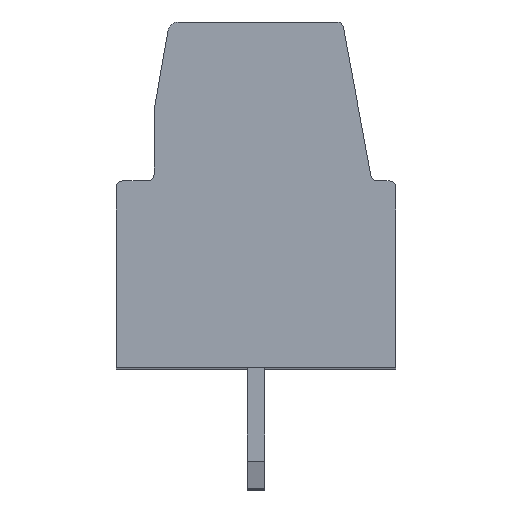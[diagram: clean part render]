
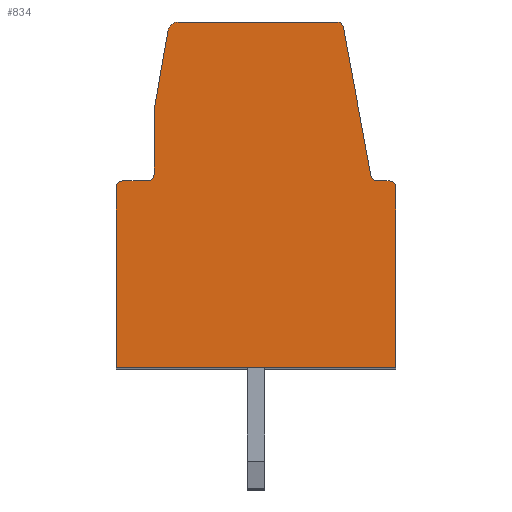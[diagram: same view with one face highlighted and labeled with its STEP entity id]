
A CAD part, top view. The second image highlights one B-rep face of the part: STEP entity #834.
In plain terms, the highlighted planar face has unit normal (0, 0, 1).
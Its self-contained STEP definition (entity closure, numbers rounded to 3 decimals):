
#834 = ADVANCED_FACE( '', ( #1647 ), #1648, .F. );
#1647 = FACE_OUTER_BOUND( '', #2441, .T. );
#1648 = PLANE( '', #2442 );
#2441 = EDGE_LOOP( '', ( #4780, #4781, #4782, #4783, #4784, #4785, #4786, #4787, #4788, #4789, #4790, #4791, #4792, #4793, #4794 ) );
#2442 = AXIS2_PLACEMENT_3D( '', #4795, #4796, #4797 );
#4780 = ORIENTED_EDGE( '', *, *, #5239, .T. );
#4781 = ORIENTED_EDGE( '', *, *, #5701, .T. );
#4782 = ORIENTED_EDGE( '', *, *, #5770, .F. );
#4783 = ORIENTED_EDGE( '', *, *, #5643, .T. );
#4784 = ORIENTED_EDGE( '', *, *, #5326, .T. );
#4785 = ORIENTED_EDGE( '', *, *, #5073, .T. );
#4786 = ORIENTED_EDGE( '', *, *, #5596, .T. );
#4787 = ORIENTED_EDGE( '', *, *, #5676, .T. );
#4788 = ORIENTED_EDGE( '', *, *, #5341, .F. );
#4789 = ORIENTED_EDGE( '', *, *, #5142, .T. );
#4790 = ORIENTED_EDGE( '', *, *, #5743, .F. );
#4791 = ORIENTED_EDGE( '', *, *, #5697, .T. );
#4792 = ORIENTED_EDGE( '', *, *, #5680, .T. );
#4793 = ORIENTED_EDGE( '', *, *, #5358, .T. );
#4794 = ORIENTED_EDGE( '', *, *, #5215, .F. );
#4795 = CARTESIAN_POINT( '', ( 0.81, -4.4, 0. ) );
#4796 = DIRECTION( '', ( 0., 0., -1. ) );
#4797 = DIRECTION( '', ( 0., -1., 0. ) );
#5073 = EDGE_CURVE( '', #6178, #6179, #6180, .T. );
#5142 = EDGE_CURVE( '', #6291, #6289, #6292, .T. );
#5215 = EDGE_CURVE( '', #6412, #6414, #6415, .T. );
#5239 = EDGE_CURVE( '', #6412, #6450, #6452, .T. );
#5326 = EDGE_CURVE( '', #6581, #6178, #6584, .T. );
#5341 = EDGE_CURVE( '', #6291, #6606, #6607, .T. );
#5358 = EDGE_CURVE( '', #6629, #6414, #6630, .T. );
#5596 = EDGE_CURVE( '', #6179, #6957, #6959, .T. );
#5643 = EDGE_CURVE( '', #7015, #6581, #7016, .T. );
#5676 = EDGE_CURVE( '', #6957, #6606, #7051, .T. );
#5680 = EDGE_CURVE( '', #7054, #6629, #7056, .T. );
#5697 = EDGE_CURVE( '', #7079, #7054, #7080, .T. );
#5701 = EDGE_CURVE( '', #6450, #7083, #7085, .T. );
#5743 = EDGE_CURVE( '', #7079, #6289, #7133, .T. );
#5770 = EDGE_CURVE( '', #7015, #7083, #7161, .T. );
#6178 = VERTEX_POINT( '', #7727 );
#6179 = VERTEX_POINT( '', #7728 );
#6180 = LINE( '', #7729, #7730 );
#6289 = VERTEX_POINT( '', #7888 );
#6291 = VERTEX_POINT( '', #7891 );
#6292 = LINE( '', #7892, #7893 );
#6412 = VERTEX_POINT( '', #8069 );
#6414 = VERTEX_POINT( '', #8072 );
#6415 = CIRCLE( '', #8073, 0.3 );
#6450 = VERTEX_POINT( '', #8123 );
#6452 = LINE( '', #8126, #8127 );
#6581 = VERTEX_POINT( '', #8314 );
#6584 = CIRCLE( '', #8318, 0.2 );
#6606 = VERTEX_POINT( '', #8347 );
#6607 = CIRCLE( '', #8348, 0.2 );
#6629 = VERTEX_POINT( '', #8379 );
#6630 = LINE( '', #8380, #8381 );
#6957 = VERTEX_POINT( '', #8868 );
#6959 = LINE( '', #8871, #8872 );
#7015 = VERTEX_POINT( '', #8957 );
#7016 = LINE( '', #8958, #8959 );
#7051 = LINE( '', #9009, #9010 );
#7054 = VERTEX_POINT( '', #9014 );
#7056 = CIRCLE( '', #9017, 0.2 );
#7079 = VERTEX_POINT( '', #9049 );
#7080 = LINE( '', #9050, #9051 );
#7083 = VERTEX_POINT( '', #9055 );
#7085 = LINE( '', #9058, #9059 );
#7133 = CIRCLE( '', #9129, 0.2 );
#7161 = CIRCLE( '', #9168, 0.2 );
#7727 = CARTESIAN_POINT( '', ( -8.1, 5.2, 0. ) );
#7728 = CARTESIAN_POINT( '', ( -8.1, 0., 0. ) );
#7729 = CARTESIAN_POINT( '', ( -8.1, -18.438, 0. ) );
#7730 = VECTOR( '', #9403, 1000. );
#7888 = CARTESIAN_POINT( '', ( -0.531, 5.4, 0. ) );
#7891 = CARTESIAN_POINT( '', ( -0.2, 5.4, 0. ) );
#7892 = CARTESIAN_POINT( '', ( -16.414, 5.4, 0. ) );
#7893 = VECTOR( '', #9463, 1000. );
#8069 = CARTESIAN_POINT( '', ( -6.594, 9.752, 0. ) );
#8072 = CARTESIAN_POINT( '', ( -6.298, 10., 0. ) );
#8073 = AXIS2_PLACEMENT_3D( '', #9536, #9537, #9538 );
#8123 = CARTESIAN_POINT( '', ( -7., 7.448, 0. ) );
#8126 = CARTESIAN_POINT( '', ( -11.564, -18.438, 0. ) );
#8127 = VECTOR( '', #9558, 1000. );
#8314 = CARTESIAN_POINT( '', ( -7.9, 5.4, 0. ) );
#8318 = AXIS2_PLACEMENT_3D( '', #9645, #9646, #9647 );
#8347 = CARTESIAN_POINT( '', ( 0., 5.2, 0. ) );
#8348 = AXIS2_PLACEMENT_3D( '', #9664, #9665, #9666 );
#8379 = CARTESIAN_POINT( '', ( -1.716, 10., 0. ) );
#8380 = CARTESIAN_POINT( '', ( -16.414, 10., 0. ) );
#8381 = VECTOR( '', #9682, 1000. );
#8868 = CARTESIAN_POINT( '', ( 0., 0., 0. ) );
#8871 = CARTESIAN_POINT( '', ( -16.414, 0., 0. ) );
#8872 = VECTOR( '', #9889, 1000. );
#8957 = CARTESIAN_POINT( '', ( -7.2, 5.4, 0. ) );
#8958 = CARTESIAN_POINT( '', ( -16.414, 5.4, 0. ) );
#8959 = VECTOR( '', #9931, 1000. );
#9009 = CARTESIAN_POINT( '', ( 0., -18.438, 0. ) );
#9010 = VECTOR( '', #9950, 1000. );
#9014 = CARTESIAN_POINT( '', ( -1.52, 9.836, 0. ) );
#9017 = AXIS2_PLACEMENT_3D( '', #9953, #9954, #9955 );
#9049 = CARTESIAN_POINT( '', ( -0.728, 5.564, 0. ) );
#9050 = CARTESIAN_POINT( '', ( 3.721, -18.438, 0. ) );
#9051 = VECTOR( '', #9968, 1000. );
#9055 = CARTESIAN_POINT( '', ( -7., 5.6, 0. ) );
#9058 = CARTESIAN_POINT( '', ( -7., -18.438, 0. ) );
#9059 = VECTOR( '', #9971, 1000. );
#9129 = AXIS2_PLACEMENT_3D( '', #9997, #9998, #9999 );
#9168 = AXIS2_PLACEMENT_3D( '', #10011, #10012, #10013 );
#9403 = DIRECTION( '', ( 0., -1., 0. ) );
#9463 = DIRECTION( '', ( -1., 0., 0. ) );
#9536 = CARTESIAN_POINT( '', ( -6.298, 9.7, 0. ) );
#9537 = DIRECTION( '', ( 0., 0., -1. ) );
#9538 = DIRECTION( '', ( -1., 0., 0. ) );
#9558 = DIRECTION( '', ( -0.174, -0.985, 0. ) );
#9645 = CARTESIAN_POINT( '', ( -7.9, 5.2, 0. ) );
#9646 = DIRECTION( '', ( 0., 0., 1. ) );
#9647 = DIRECTION( '', ( 1., 0., 0. ) );
#9664 = CARTESIAN_POINT( '', ( -0.2, 5.2, 0. ) );
#9665 = DIRECTION( '', ( 0., 0., -1. ) );
#9666 = DIRECTION( '', ( -1., 0., 0. ) );
#9682 = DIRECTION( '', ( -1., 0., 0. ) );
#9889 = DIRECTION( '', ( 1., 0., 0. ) );
#9931 = DIRECTION( '', ( -1., 0., 0. ) );
#9950 = DIRECTION( '', ( 0., 1., 0. ) );
#9953 = CARTESIAN_POINT( '', ( -1.716, 9.8, 0. ) );
#9954 = DIRECTION( '', ( 0., 0., 1. ) );
#9955 = DIRECTION( '', ( 1., 0., 0. ) );
#9968 = DIRECTION( '', ( -0.182, 0.983, 0. ) );
#9971 = DIRECTION( '', ( 0., -1., 0. ) );
#9997 = CARTESIAN_POINT( '', ( -0.531, 5.6, 0. ) );
#9998 = DIRECTION( '', ( 0., 0., 1. ) );
#9999 = DIRECTION( '', ( 1., 0., 0. ) );
#10011 = CARTESIAN_POINT( '', ( -7.2, 5.6, 0. ) );
#10012 = DIRECTION( '', ( 0., 0., 1. ) );
#10013 = DIRECTION( '', ( 1., 0., 0. ) );
